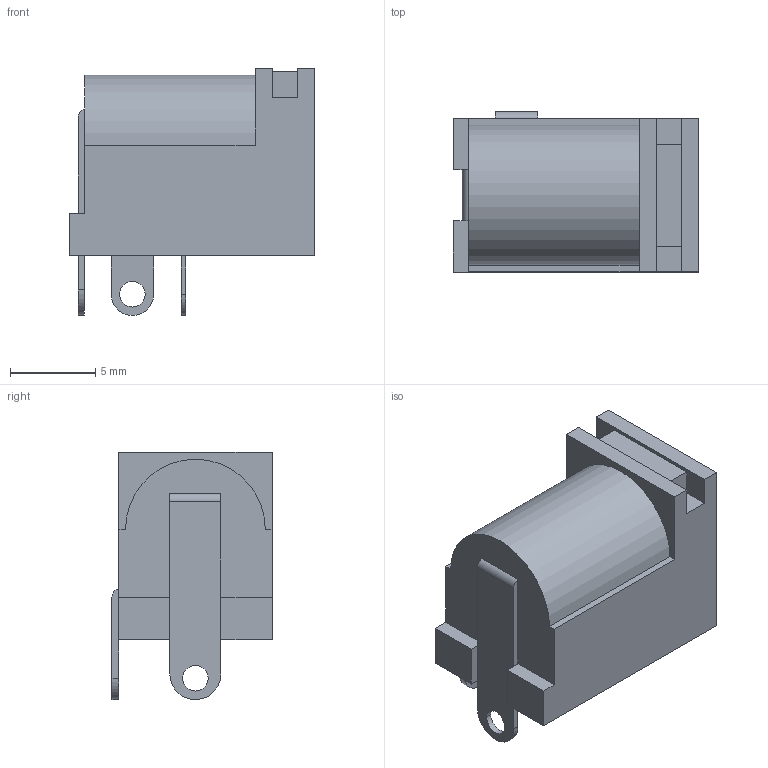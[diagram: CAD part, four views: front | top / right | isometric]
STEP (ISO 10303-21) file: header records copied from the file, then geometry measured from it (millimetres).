
FILE_DESCRIPTION (( 'STEP AP214' ), '1' );
FILE_NAME ('DC-IN-TH_PJ-002BH.STEP', '2023-05-14T02:37:09', ( '' ), ( '' ), 'SwSTEP 2.0', 'SolidWorks 2020', '' );
FILE_SCHEMA (( 'AUTOMOTIVE_DESIGN' ));
Length unit declared in the file: millimetre
Products named in the file (1): DC-IN-TH_PJ-002BH
Bounding box: 14.4 x 9.4 x 14.5 mm (x, y, z)
Volume: 1015.7 mm3; surface area: 1014.8 mm2
Topology: 14 solids, 14 shells, 288 faces, 763 edges, 506 vertices
Faces by surface type: plane 172, bspline 98, cylinder 16, cone 2
Entity records: 12449 total; most frequent: CARTESIAN_POINT 2864, ORIENTED_EDGE 1526, DIRECTION 979, EDGE_CURVE 763, LINE 529, VECTOR 529, VERTEX_POINT 506, EDGE_LOOP 309
